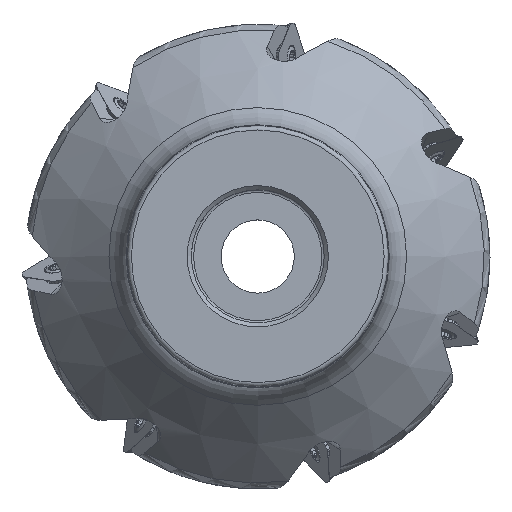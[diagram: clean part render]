
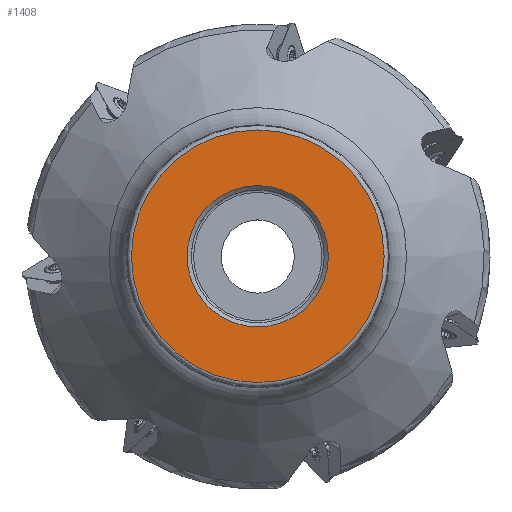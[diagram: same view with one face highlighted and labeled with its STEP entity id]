
A CAD part, top view. The second image highlights one B-rep face of the part: STEP entity #1408.
In plain terms, the highlighted planar face has unit normal (0, 0, 1).
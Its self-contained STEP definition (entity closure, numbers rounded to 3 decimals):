
#1408=ADVANCED_FACE('SU_1',(#2779,#2780),#2043,.F.);
#2043=PLANE('',#14337);
#2487=CIRCLE('',#14335,30.193);
#2488=CIRCLE('',#14336,16.881);
#2779=FACE_BOUND('',#3104,.T.);
#2780=FACE_BOUND('',#3105,.T.);
#3104=EDGE_LOOP('',(#5789));
#3105=EDGE_LOOP('',(#5790));
#5789=ORIENTED_EDGE('',*,*,#11085,.T.);
#5790=ORIENTED_EDGE('',*,*,#11086,.F.);
#9550=VERTEX_POINT('',#22763);
#9551=VERTEX_POINT('',#22765);
#11085=EDGE_CURVE('',#9550,#9550,#2487,.T.);
#11086=EDGE_CURVE('',#9551,#9551,#2488,.T.);
#14335=AXIS2_PLACEMENT_3D('',#22762,#16274,#16275);
#14336=AXIS2_PLACEMENT_3D('',#22764,#16276,#16277);
#14337=AXIS2_PLACEMENT_3D('',#22766,#16278,#16279);
#16274=DIRECTION('',(0.,0.,1.));
#16275=DIRECTION('',(1.,0.,0.));
#16276=DIRECTION('',(0.,0.,1.));
#16277=DIRECTION('',(1.,0.,0.));
#16278=DIRECTION('',(0.,0.,-1.));
#16279=DIRECTION('',(-1.,0.,0.));
#22762=CARTESIAN_POINT('',(0.,0.,0.));
#22763=CARTESIAN_POINT('',(30.193,0.,0.));
#22764=CARTESIAN_POINT('',(0.,0.,0.));
#22765=CARTESIAN_POINT('',(16.881,0.,0.));
#22766=CARTESIAN_POINT('',(-31.193,0.,0.));
